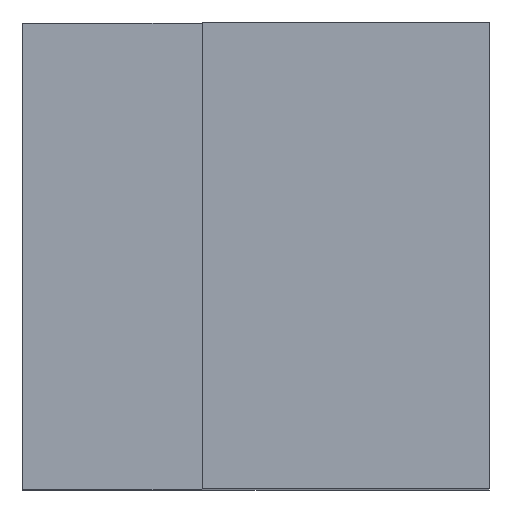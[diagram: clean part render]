
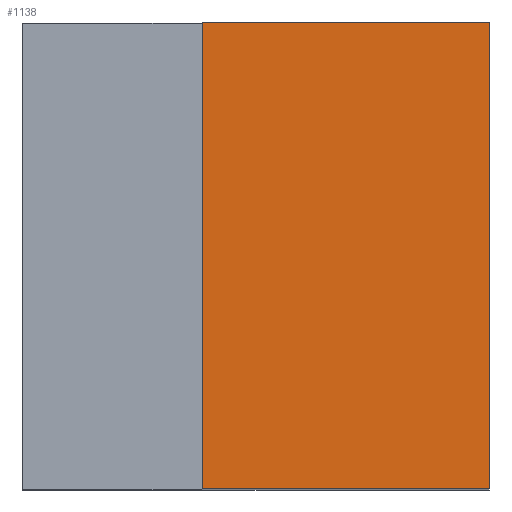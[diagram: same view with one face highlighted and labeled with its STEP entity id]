
A CAD part, top view. The second image highlights one B-rep face of the part: STEP entity #1138.
In plain terms, the highlighted planar face has unit normal (0, 0, 1).
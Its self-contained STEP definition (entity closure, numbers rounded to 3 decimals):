
#236 = EDGE_CURVE ( 'NONE', #1377, #1381, #1543, .T. ) ;
#240 = EDGE_CURVE ( 'NONE', #1381, #1204, #1558, .T. ) ;
#242 = EDGE_CURVE ( 'NONE', #1204, #1205, #1568, .T. ) ;
#445 = EDGE_LOOP ( 'NONE', ( #1972, #1973, #1974, #1975 ) ) ;
#1086 = EDGE_CURVE ( 'NONE', #1205, #1377, #4312, .T. ) ;
#1138 = ADVANCED_FACE ( 'NONE', ( #2093 ), #2094, .T. ) ;
#1204 = VERTEX_POINT ( 'NONE', #2180 ) ;
#1205 = VERTEX_POINT ( 'NONE', #2184 ) ;
#1377 = VERTEX_POINT ( 'NONE', #2343 ) ;
#1381 = VERTEX_POINT ( 'NONE', #2347 ) ;
#1543 = LINE ( 'NONE', #1552, #3375 ) ;
#1552 = CARTESIAN_POINT ( 'NONE',  ( -1.5, -6.5, 20. ) ) ;
#1554 = DIRECTION ( 'NONE',  ( 1., 0., 0. ) ) ;
#1558 = LINE ( 'NONE', #1563, #3371 ) ;
#1563 = CARTESIAN_POINT ( 'NONE',  ( 6.5, -6.5, 20. ) ) ;
#1564 = DIRECTION ( 'NONE',  ( 0., 1., 0. ) ) ;
#1568 = LINE ( 'NONE', #1569, #3365 ) ;
#1569 = CARTESIAN_POINT ( 'NONE',  ( 6.5, 6.5, 20. ) ) ;
#1570 = DIRECTION ( 'NONE',  ( -1., 0., 0. ) ) ;
#1972 = ORIENTED_EDGE ( 'NONE', *, *, #236, .T. ) ;
#1973 = ORIENTED_EDGE ( 'NONE', *, *, #240, .T. ) ;
#1974 = ORIENTED_EDGE ( 'NONE', *, *, #242, .T. ) ;
#1975 = ORIENTED_EDGE ( 'NONE', *, *, #1086, .T. ) ;
#2090 = CARTESIAN_POINT ( 'NONE',  ( 6.5, -6.5, 20. ) ) ;
#2093 = FACE_OUTER_BOUND ( 'NONE', #445, .T. ) ;
#2094 = PLANE ( 'NONE',  #5337 ) ;
#2096 = DIRECTION ( 'NONE',  ( 0., 0., 1. ) ) ;
#2097 = DIRECTION ( 'NONE',  ( 1., 0., 0. ) ) ;
#2180 = CARTESIAN_POINT ( 'NONE',  ( 6.5, 6.5, 20. ) ) ;
#2184 = CARTESIAN_POINT ( 'NONE',  ( -1.5, 6.5, 20. ) ) ;
#2343 = CARTESIAN_POINT ( 'NONE',  ( -1.5, -6.5, 20. ) ) ;
#2347 = CARTESIAN_POINT ( 'NONE',  ( 6.5, -6.5, 20. ) ) ;
#3365 = VECTOR ( 'NONE', #1570, 1000. ) ;
#3371 = VECTOR ( 'NONE', #1564, 1000. ) ;
#3375 = VECTOR ( 'NONE', #1554, 1000. ) ;
#4312 = LINE ( 'NONE', #4329, #5278 ) ;
#4329 = CARTESIAN_POINT ( 'NONE',  ( -1.5, 6.5, 20. ) ) ;
#4330 = DIRECTION ( 'NONE',  ( 0., -1., 0. ) ) ;
#5278 = VECTOR ( 'NONE', #4330, 1000. ) ;
#5337 = AXIS2_PLACEMENT_3D ( 'NONE', #2090, #2096, #2097 ) ;
